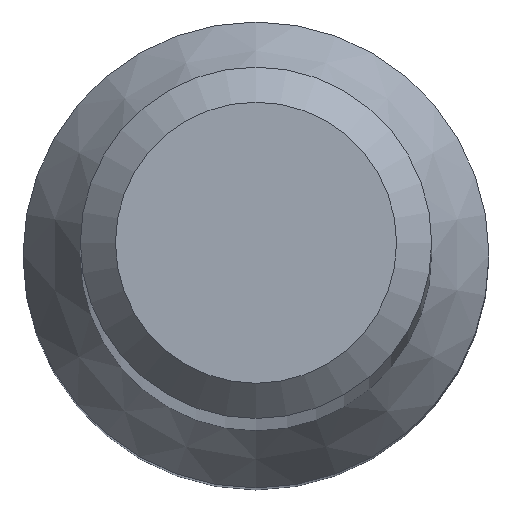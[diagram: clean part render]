
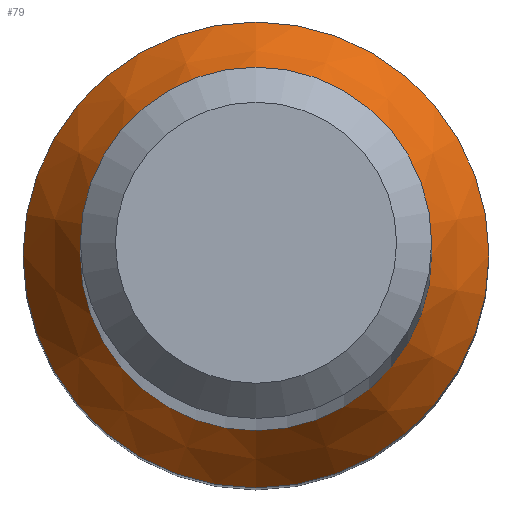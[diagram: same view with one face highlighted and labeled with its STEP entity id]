
A CAD part, top view. The second image highlights one B-rep face of the part: STEP entity #79.
In plain terms, the highlighted conical face has half-angle 30 degrees and reference radius 1.989 mm.
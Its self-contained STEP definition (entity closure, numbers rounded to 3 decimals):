
#2 = AXIS2_PLACEMENT_3D ( 'NONE', #199, #54, #108 ) ;
#12 = AXIS2_PLACEMENT_3D ( 'NONE', #113, #167, #131 ) ;
#17 = CIRCLE ( 'NONE', #2, 1.989 ) ;
#29 = CONICAL_SURFACE ( 'NONE', #65, 1.989, 0.524 ) ;
#32 = DIRECTION ( 'NONE',  ( 0., 1., 0. ) ) ;
#36 = CARTESIAN_POINT ( 'NONE',  ( 0., 1.989, 10.236 ) ) ;
#42 = EDGE_LOOP ( 'NONE', ( #143 ) ) ;
#54 = DIRECTION ( 'NONE',  ( 0., 0., -1. ) ) ;
#58 = CARTESIAN_POINT ( 'NONE',  ( 0., 1.5, 11.083 ) ) ;
#65 = AXIS2_PLACEMENT_3D ( 'NONE', #234, #122, #32 ) ;
#66 = ORIENTED_EDGE ( 'NONE', *, *, #125, .F. ) ;
#71 = FACE_BOUND ( 'NONE', #42, .T. ) ;
#79 = ADVANCED_FACE ( 'NONE', ( #71, #219 ), #29, .T. ) ;
#92 = CIRCLE ( 'NONE', #12, 1.5 ) ;
#108 = DIRECTION ( 'NONE',  ( 0., 1., 0. ) ) ;
#113 = CARTESIAN_POINT ( 'NONE',  ( 0., 0., 11.083 ) ) ;
#115 = VERTEX_POINT ( 'NONE', #36 ) ;
#119 = EDGE_LOOP ( 'NONE', ( #66 ) ) ;
#122 = DIRECTION ( 'NONE',  ( 0., 0., -1. ) ) ;
#125 = EDGE_CURVE ( 'NONE', #115, #115, #17, .T. ) ;
#131 = DIRECTION ( 'NONE',  ( 0., 1., 0. ) ) ;
#143 = ORIENTED_EDGE ( 'NONE', *, *, #206, .T. ) ;
#167 = DIRECTION ( 'NONE',  ( 0., 0., -1. ) ) ;
#187 = VERTEX_POINT ( 'NONE', #58 ) ;
#199 = CARTESIAN_POINT ( 'NONE',  ( 0., 0., 10.236 ) ) ;
#206 = EDGE_CURVE ( 'NONE', #187, #187, #92, .T. ) ;
#219 = FACE_OUTER_BOUND ( 'NONE', #119, .T. ) ;
#234 = CARTESIAN_POINT ( 'NONE',  ( 0., 0., 10.236 ) ) ;
